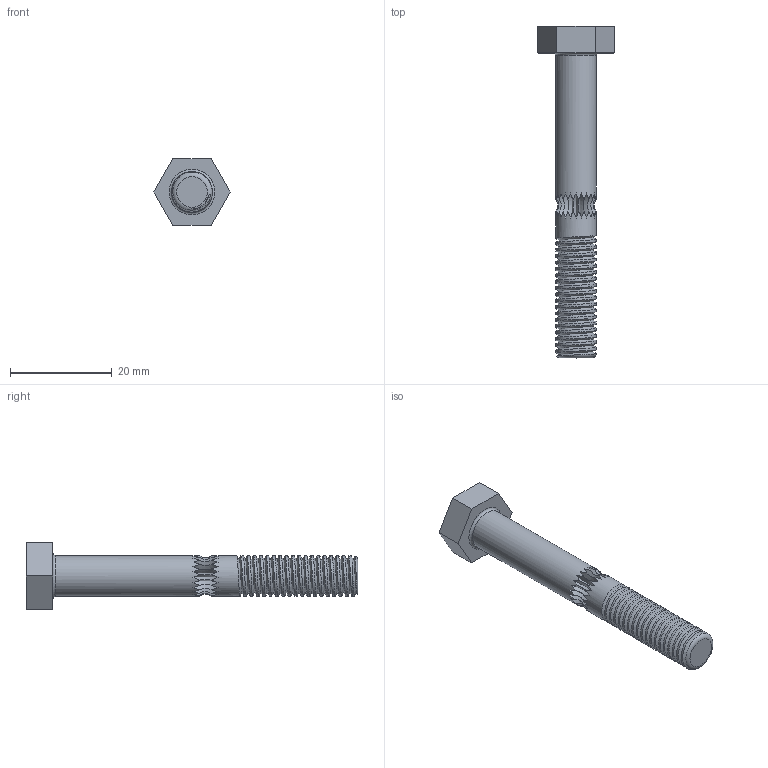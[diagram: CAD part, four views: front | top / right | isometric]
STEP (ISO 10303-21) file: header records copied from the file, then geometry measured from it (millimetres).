
FILE_DESCRIPTION(/* description */ ('Alibre Inc.'),/* implementation_level */ '2;1');
FILE_NAME(/* name */ 'export0',/* time_stamp */ '2015-07-11T13:48:06+12:00',/* author */ (''),/* organization */ (''),/* preprocessor_version */ 'ST-DEVELOPER v14',/* originating_system */ 'Alibre',/* authorisation */ '');
FILE_SCHEMA (('CONFIG_CONTROL_DESIGN'));
Length unit declared in the file: centimetre
Products named in the file (1): FHEX-M8-60L-HOBBED
Bounding box: 15.01 x 65.3 x 13 mm (x, y, z)
Volume: 3609 mm3; surface area: 2443.5 mm2
Topology: 1 solids, 1 shells, 80 faces, 229 edges, 152 vertices
Faces by surface type: cone 46, cylinder 20, plane 10, bspline 2, torus 2
Full cylindrical faces by diameter (mm): 8 x19
Entity records: 5075 total; most frequent: CARTESIAN_POINT 3675, ORIENTED_EDGE 336, DIRECTION 181, EDGE_CURVE 168, VERTEX_POINT 113, B_SPLINE_CURVE_WITH_KNOTS 97, AXIS2_PLACEMENT_3D 86, EDGE_LOOP 67
